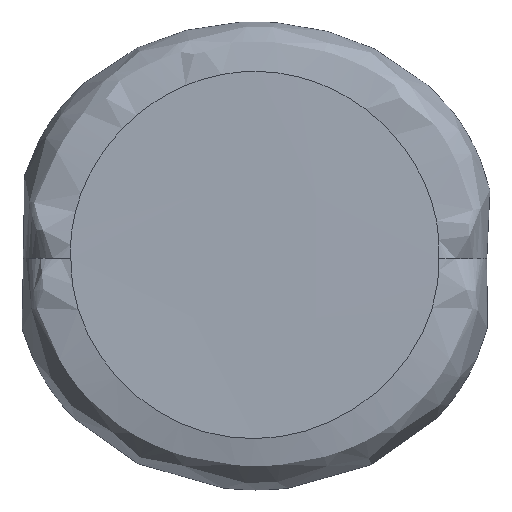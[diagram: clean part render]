
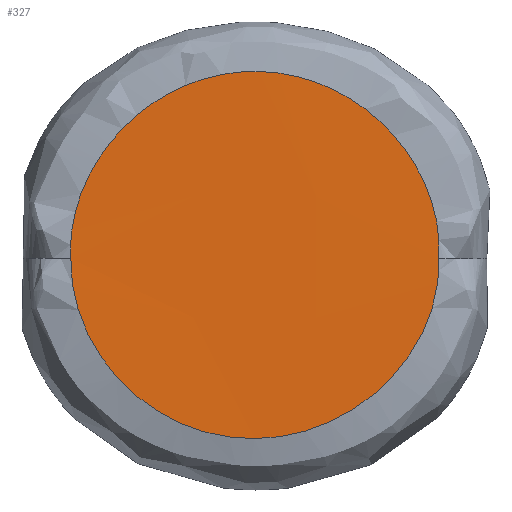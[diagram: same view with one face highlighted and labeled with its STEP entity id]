
A CAD part, top view. The second image highlights one B-rep face of the part: STEP entity #327.
In plain terms, the highlighted free-form (B-spline) face has degree [3, 3] with [4, 4] control points.
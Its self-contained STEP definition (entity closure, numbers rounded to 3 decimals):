
#65 = B_SPLINE_SURFACE_WITH_KNOTS('',3,3,(
    (#66,#67,#68,#69)
    ,(#70,#71,#72,#73)
    ,(#74,#75,#76,#77)
    ,(#78,#79,#80,#81
    )),.UNSPECIFIED.,.F.,.F.,.F.,(4,4),(4,4),(0.,1.),(0.,1.),
  .PIECEWISE_BEZIER_KNOTS.);
#66 = CARTESIAN_POINT('',(0.89,-0.042,
    -0.29));
#67 = CARTESIAN_POINT('',(1.141,-0.013,
    -0.202));
#68 = CARTESIAN_POINT('',(1.158,-0.006,
    0.228));
#69 = CARTESIAN_POINT('',(0.858,-0.022,
    0.312));
#70 = CARTESIAN_POINT('',(0.936,1.137,-0.295)
  );
#71 = CARTESIAN_POINT('',(1.209,1.487,-0.197)
  );
#72 = CARTESIAN_POINT('',(1.217,1.481,0.233)
  );
#73 = CARTESIAN_POINT('',(0.915,1.146,0.306));
#74 = CARTESIAN_POINT('',(-0.917,1.132,-0.295
    ));
#75 = CARTESIAN_POINT('',(-1.188,1.482,-0.228
    ));
#76 = CARTESIAN_POINT('',(-1.193,1.533,0.23)
  );
#77 = CARTESIAN_POINT('',(-0.913,1.139,0.292)
  );
#78 = CARTESIAN_POINT('',(-0.859,-0.032,
    -0.306));
#79 = CARTESIAN_POINT('',(-1.131,-0.004,
    -0.224));
#80 = CARTESIAN_POINT('',(-1.152,-0.008,
    0.231));
#81 = CARTESIAN_POINT('',(-0.854,-0.008,
    0.303));
#109 = B_SPLINE_SURFACE_WITH_KNOTS('',3,3,(
    (#110,#111,#112,#113)
    ,(#114,#115,#116,#117)
    ,(#118,#119,#120,#121)
    ,(#122,#123,#124,#125
    )),.UNSPECIFIED.,.F.,.F.,.F.,(4,4),(4,4),(0.,1.),(0.,1.),
  .PIECEWISE_BEZIER_KNOTS.);
#110 = CARTESIAN_POINT('',(-0.896,0.007,
    -0.26));
#111 = CARTESIAN_POINT('',(-1.147,-0.015,
    -0.175));
#112 = CARTESIAN_POINT('',(-1.139,0.032,
    0.238));
#113 = CARTESIAN_POINT('',(-0.87,0.027,
    0.282));
#114 = CARTESIAN_POINT('',(-0.901,-1.159,
    -0.267));
#115 = CARTESIAN_POINT('',(-1.161,-1.463,
    -0.169));
#116 = CARTESIAN_POINT('',(-1.151,-1.476,0.226
    ));
#117 = CARTESIAN_POINT('',(-0.892,-1.092,
    0.282));
#118 = CARTESIAN_POINT('',(0.922,-1.14,
    -0.273));
#119 = CARTESIAN_POINT('',(1.189,-1.513,-0.209
    ));
#120 = CARTESIAN_POINT('',(1.183,-1.44,0.227
    ));
#121 = CARTESIAN_POINT('',(0.912,-1.111,0.263)
  );
#122 = CARTESIAN_POINT('',(0.884,0.014,
    -0.28));
#123 = CARTESIAN_POINT('',(1.157,0.018,
    -0.193));
#124 = CARTESIAN_POINT('',(1.134,0.015,
    0.215));
#125 = CARTESIAN_POINT('',(0.862,0.04,
    0.273));
#140 = VERTEX_POINT('',#141);
#141 = CARTESIAN_POINT('',(-0.817,-0.004,
    0.259));
#209 = VERTEX_POINT('',#210);
#210 = CARTESIAN_POINT('',(0.823,-0.004,
    0.252));
#276 = EDGE_CURVE('',#209,#140,#277,.T.);
#277 = SURFACE_CURVE('',#278,(#284,#294),.PCURVE_S1.);
#278 = B_SPLINE_CURVE_WITH_KNOTS('',4,(#279,#280,#281,#282,#283),
  .UNSPECIFIED.,.F.,.F.,(5,5),(0.,1.),.PIECEWISE_BEZIER_KNOTS.);
#279 = CARTESIAN_POINT('',(0.823,-0.004,
    0.252));
#280 = CARTESIAN_POINT('',(0.876,0.631,0.253));
#281 = CARTESIAN_POINT('',(-0.002,1.374,
    0.268));
#282 = CARTESIAN_POINT('',(-0.861,0.632,0.257)
  );
#283 = CARTESIAN_POINT('',(-0.817,-0.004,
    0.259));
#284 = PCURVE('',#65,#285);
#285 = DEFINITIONAL_REPRESENTATION('',(#286),#293);
#286 = B_SPLINE_CURVE_WITH_KNOTS('',5,(#287,#288,#289,#290,#291,#292),
  .UNSPECIFIED.,.F.,.F.,(6,6),(0.,1.),.PIECEWISE_BEZIER_KNOTS.);
#287 = CARTESIAN_POINT('',(0.005,1.007));
#288 = CARTESIAN_POINT('',(0.153,1.008));
#289 = CARTESIAN_POINT('',(0.456,1.006));
#290 = CARTESIAN_POINT('',(0.538,1.007));
#291 = CARTESIAN_POINT('',(0.85,1.007));
#292 = CARTESIAN_POINT('',(0.999,1.007));
#293 = ( GEOMETRIC_REPRESENTATION_CONTEXT(2) 
PARAMETRIC_REPRESENTATION_CONTEXT() REPRESENTATION_CONTEXT('2D SPACE',''
  ) );
#294 = PCURVE('',#295,#312);
#295 = B_SPLINE_SURFACE_WITH_KNOTS('',3,3,(
    (#296,#297,#298,#299)
    ,(#300,#301,#302,#303)
    ,(#304,#305,#306,#307)
    ,(#308,#309,#310,#311
    )),.UNSPECIFIED.,.F.,.F.,.F.,(4,4),(4,4),(0.,1.),(0.,1.),
  .PIECEWISE_BEZIER_KNOTS.);
#296 = CARTESIAN_POINT('',(-0.825,-0.844,
    0.253));
#297 = CARTESIAN_POINT('',(-0.827,-0.284,
    0.259));
#298 = CARTESIAN_POINT('',(-0.822,0.261,0.26
    ));
#299 = CARTESIAN_POINT('',(-0.821,0.813,0.262
    ));
#300 = CARTESIAN_POINT('',(-0.283,-0.841,0.249
    ));
#301 = CARTESIAN_POINT('',(-0.274,-0.3,
    0.263));
#302 = CARTESIAN_POINT('',(-0.269,0.268,0.253
    ));
#303 = CARTESIAN_POINT('',(-0.274,0.813,0.261)
  );
#304 = CARTESIAN_POINT('',(0.273,-0.844,0.254)
  );
#305 = CARTESIAN_POINT('',(0.274,-0.295,0.257
    ));
#306 = CARTESIAN_POINT('',(0.277,0.257,0.264));
#307 = CARTESIAN_POINT('',(0.281,0.814,0.257)
  );
#308 = CARTESIAN_POINT('',(0.823,-0.855,0.247
    ));
#309 = CARTESIAN_POINT('',(0.824,-0.294,0.258)
  );
#310 = CARTESIAN_POINT('',(0.828,0.253,0.259)
  );
#311 = CARTESIAN_POINT('',(0.827,0.81,0.258)
  );
#312 = DEFINITIONAL_REPRESENTATION('',(#313),#326);
#313 = B_SPLINE_CURVE_WITH_KNOTS('',6,(#314,#315,#316,#317,#318,#319,
    #320,#321,#322,#323,#324,#325),.UNSPECIFIED.,.F.,.F.,(7,5,7),(0.,0.5
    ,1.),.UNSPECIFIED.);
#314 = CARTESIAN_POINT('',(0.998,0.51));
#315 = CARTESIAN_POINT('',(1.008,0.638));
#316 = CARTESIAN_POINT('',(0.963,0.778));
#317 = CARTESIAN_POINT('',(0.872,0.871));
#318 = CARTESIAN_POINT('',(0.76,0.986));
#319 = CARTESIAN_POINT('',(0.628,1.006));
#320 = CARTESIAN_POINT('',(0.372,1.006));
#321 = CARTESIAN_POINT('',(0.24,0.986));
#322 = CARTESIAN_POINT('',(0.128,0.869));
#323 = CARTESIAN_POINT('',(0.039,0.776));
#324 = CARTESIAN_POINT('',(-0.005,0.634));
#325 = CARTESIAN_POINT('',(0.004,0.505));
#326 = ( GEOMETRIC_REPRESENTATION_CONTEXT(2) 
PARAMETRIC_REPRESENTATION_CONTEXT() REPRESENTATION_CONTEXT('2D SPACE',''
  ) );
#327 = ADVANCED_FACE('',(#328),#295,.T.);
#328 = FACE_BOUND('',#329,.T.);
#329 = EDGE_LOOP('',(#330,#331));
#330 = ORIENTED_EDGE('',*,*,#276,.T.);
#331 = ORIENTED_EDGE('',*,*,#332,.T.);
#332 = EDGE_CURVE('',#140,#209,#333,.T.);
#333 = SURFACE_CURVE('',#334,(#340,#349),.PCURVE_S1.);
#334 = B_SPLINE_CURVE_WITH_KNOTS('',4,(#335,#336,#337,#338,#339),
  .UNSPECIFIED.,.F.,.F.,(5,5),(0.,1.),.PIECEWISE_BEZIER_KNOTS.);
#335 = CARTESIAN_POINT('',(-0.817,-0.004,
    0.259));
#336 = CARTESIAN_POINT('',(-0.836,-0.637,
    0.267));
#337 = CARTESIAN_POINT('',(-0.016,-1.309,
    0.25));
#338 = CARTESIAN_POINT('',(0.857,-0.626,0.249
    ));
#339 = CARTESIAN_POINT('',(0.823,-0.004,
    0.252));
#340 = PCURVE('',#295,#341);
#341 = DEFINITIONAL_REPRESENTATION('',(#342),#348);
#342 = B_SPLINE_CURVE_WITH_KNOTS('',4,(#343,#344,#345,#346,#347),
  .UNSPECIFIED.,.F.,.F.,(5,5),(0.,1.),.PIECEWISE_BEZIER_KNOTS.);
#343 = CARTESIAN_POINT('',(0.004,0.505));
#344 = CARTESIAN_POINT('',(-0.005,0.122));
#345 = CARTESIAN_POINT('',(0.495,-0.279));
#346 = CARTESIAN_POINT('',(1.02,0.135));
#347 = CARTESIAN_POINT('',(0.998,0.51));
#348 = ( GEOMETRIC_REPRESENTATION_CONTEXT(2) 
PARAMETRIC_REPRESENTATION_CONTEXT() REPRESENTATION_CONTEXT('2D SPACE',''
  ) );
#349 = PCURVE('',#109,#350);
#350 = DEFINITIONAL_REPRESENTATION('',(#351),#358);
#351 = B_SPLINE_CURVE_WITH_KNOTS('',5,(#352,#353,#354,#355,#356,#357),
  .UNSPECIFIED.,.F.,.F.,(6,6),(0.,1.),.PIECEWISE_BEZIER_KNOTS.);
#352 = CARTESIAN_POINT('',(0.009,1.007));
#353 = CARTESIAN_POINT('',(0.164,1.008));
#354 = CARTESIAN_POINT('',(0.467,1.008));
#355 = CARTESIAN_POINT('',(0.528,1.007));
#356 = CARTESIAN_POINT('',(0.838,1.007));
#357 = CARTESIAN_POINT('',(0.987,1.008));
#358 = ( GEOMETRIC_REPRESENTATION_CONTEXT(2) 
PARAMETRIC_REPRESENTATION_CONTEXT() REPRESENTATION_CONTEXT('2D SPACE',''
  ) );
